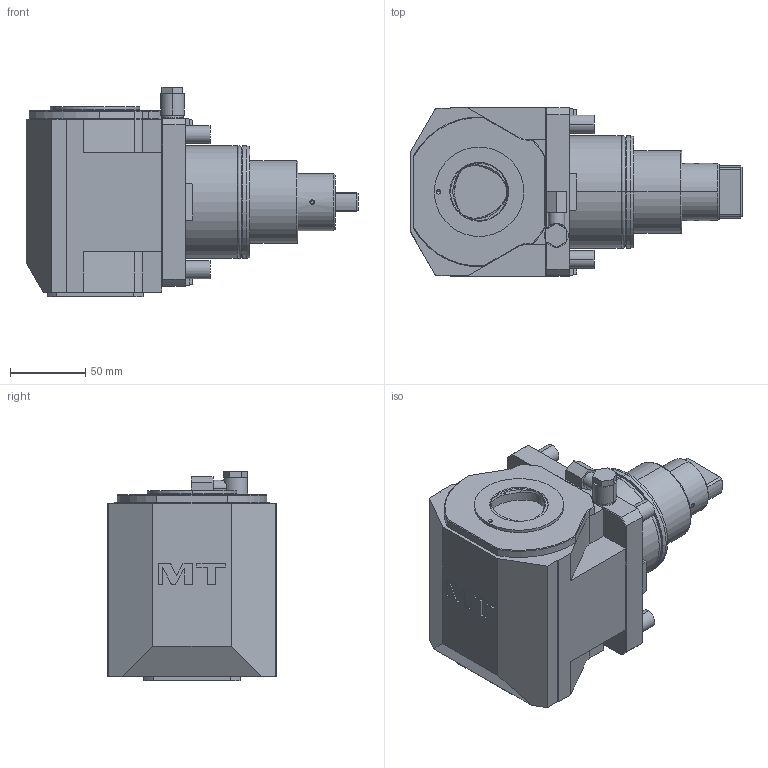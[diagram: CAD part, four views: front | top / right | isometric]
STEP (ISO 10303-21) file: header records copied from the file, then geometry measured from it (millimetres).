
FILE_DESCRIPTION((''),'2;1');
FILE_NAME('EMG0240150_CONF','2023-04-20T09:32:13',('gvalli'),('M.T. srl'),'CREO PARAMETRIC BY PTC INC, 2021072','CREO PARAMETRIC BY PTC INC, 2021072','');
FILE_SCHEMA(('CONFIG_CONTROL_DESIGN'));
Length unit declared in the file: millimetre
Products named in the file (1): EMG0240150_CONF
Bounding box: 221 x 112 x 139.5 mm (x, y, z)
Volume: 1594036.4 mm3; surface area: 111433.3 mm2
Topology: 1 solids, 1 shells, 297 faces, 714 edges, 447 vertices
Faces by surface type: plane 176, cylinder 82, cone 27, bspline 6, torus 4, extrusion 2
Entity records: 9452 total; most frequent: CARTESIAN_POINT 2511, ORIENTED_EDGE 1424, DIRECTION 1417, EDGE_CURVE 712, AXIS2_PLACEMENT_3D 484, VECTOR 449, LINE 447, VERTEX_POINT 447
